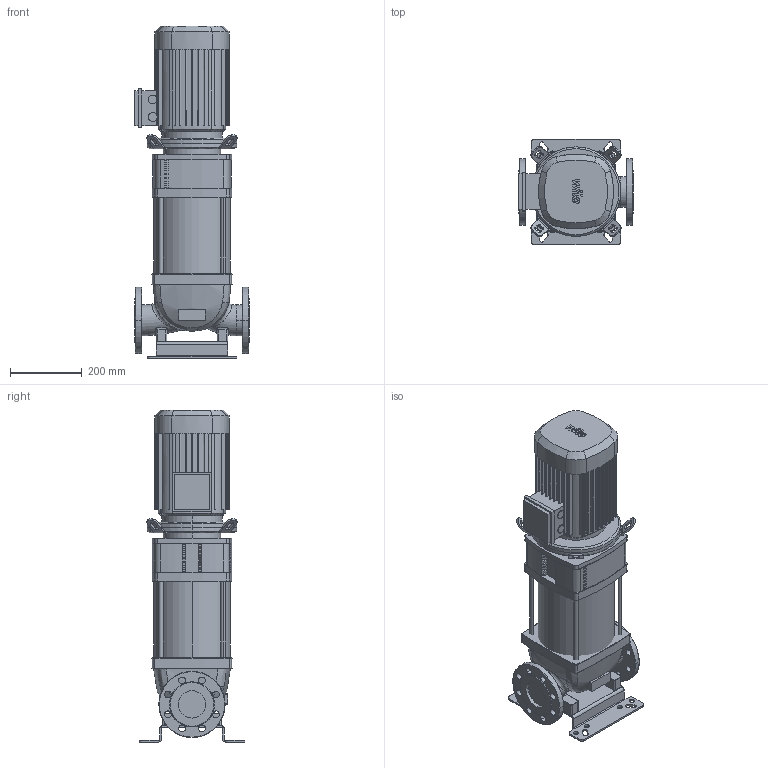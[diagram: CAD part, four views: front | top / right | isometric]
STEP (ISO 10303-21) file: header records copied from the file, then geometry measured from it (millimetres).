
FILE_DESCRIPTION((''),'2;1');
FILE_NAME('3d_HELIXV3602-2_16_V-4150748.stp','2016-08-24T09:09:57',(''),(''),'Mechanical Desktop 2009','Mechanical Desktop 2009',', , ');
FILE_SCHEMA(('CONFIG_CONTROL_DESIGN'));
Length unit declared in the file: millimetre
Products named in the file (1): Product
Bounding box: 320 x 296 x 927.2 mm (x, y, z)
Volume: 31912380.6 mm3; surface area: 1823770.5 mm2
Topology: 18 solids, 18 shells, 951 faces, 2559 edges, 1652 vertices
Faces by surface type: bspline 360, plane 300, cylinder 219, torus 40, cone 32
Entity records: 35370 total; most frequent: CARTESIAN_POINT 11764, ORIENTED_EDGE 5114, DIRECTION 4550, EDGE_CURVE 2557, VERTEX_POINT 1651, AXIS2_PLACEMENT_3D 1539, VECTOR 1472, LINE 1472
